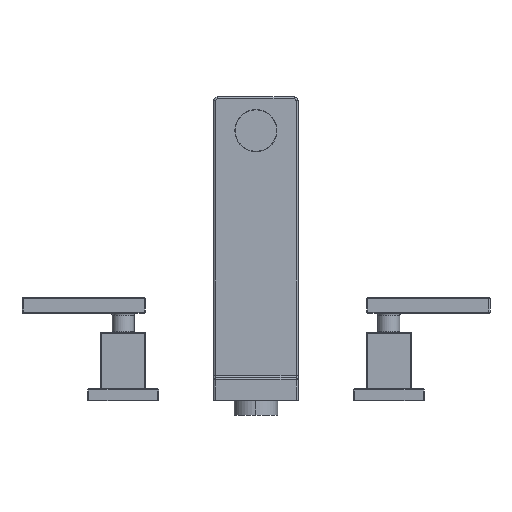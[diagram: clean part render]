
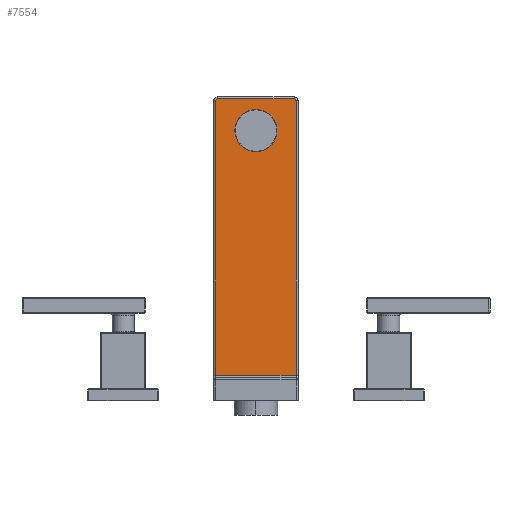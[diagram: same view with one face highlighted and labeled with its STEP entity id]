
A CAD part, front view. The second image highlights one B-rep face of the part: STEP entity #7554.
In plain terms, the highlighted planar face has unit normal (0, -1, 0).
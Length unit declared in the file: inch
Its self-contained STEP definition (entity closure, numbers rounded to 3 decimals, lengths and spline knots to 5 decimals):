
#6754=DIRECTION('',(0.,0.,1.));
#6755=VECTOR('',#6754,8.132);
#6756=CARTESIAN_POINT('',(-1.19,0.43,0.76));
#6757=LINE('',#6756,#6755);
#6761=CARTESIAN_POINT('',(-1.132,0.43,8.892));
#6762=DIRECTION('',(0.,1.,0.));
#6763=DIRECTION('',(-1.,0.,0.));
#6764=AXIS2_PLACEMENT_3D('',#6761,#6762,#6763);
#6769=DIRECTION('',(1.,0.,0.));
#6770=VECTOR('',#6769,2.264);
#6771=CARTESIAN_POINT('',(-1.132,0.43,8.95));
#6772=LINE('',#6771,#6770);
#6776=CARTESIAN_POINT('',(1.132,0.43,8.892));
#6777=DIRECTION('',(0.,1.,0.));
#6778=DIRECTION('',(0.,0.,1.));
#6779=AXIS2_PLACEMENT_3D('',#6776,#6777,#6778);
#6784=DIRECTION('',(0.,0.,-1.));
#6785=VECTOR('',#6784,8.132);
#6786=CARTESIAN_POINT('',(1.19,0.43,8.892));
#6787=LINE('',#6786,#6785);
#6791=DIRECTION('',(1.,0.,0.));
#6792=VECTOR('',#6791,2.38);
#6793=CARTESIAN_POINT('',(-1.19,0.43,0.76));
#6794=LINE('',#6793,#6792);
#6798=CARTESIAN_POINT('',(0.,0.43,8.01));
#6799=DIRECTION('',(0.,-1.,0.));
#6800=DIRECTION('',(1.,0.,0.));
#6801=AXIS2_PLACEMENT_3D('',#6798,#6799,#6800);
#6806=CARTESIAN_POINT('',(0.,0.43,8.01));
#6807=DIRECTION('',(0.,-1.,0.));
#6808=DIRECTION('',(-1.,0.,0.));
#6809=AXIS2_PLACEMENT_3D('',#6806,#6807,#6808);
#7390=CARTESIAN_POINT('',(-1.19,0.43,0.76));
#7391=VERTEX_POINT('',#7390);
#7394=CARTESIAN_POINT('',(-1.19,0.43,8.892));
#7395=VERTEX_POINT('',#7394);
#7398=CARTESIAN_POINT('',(-1.132,0.43,8.95));
#7399=VERTEX_POINT('',#7398);
#7402=CARTESIAN_POINT('',(1.132,0.43,8.95));
#7403=VERTEX_POINT('',#7402);
#7406=CARTESIAN_POINT('',(1.19,0.43,8.892));
#7407=VERTEX_POINT('',#7406);
#7410=CARTESIAN_POINT('',(1.19,0.43,0.76));
#7411=VERTEX_POINT('',#7410);
#7454=CARTESIAN_POINT('',(0.625,0.43,8.01));
#7455=CARTESIAN_POINT('',(-0.625,0.43,8.01));
#7456=VERTEX_POINT('',#7454);
#7457=VERTEX_POINT('',#7455);
#7530=CARTESIAN_POINT('',(-1.25,0.43,9.01));
#7531=DIRECTION('',(0.,-1.,0.));
#7532=DIRECTION('',(0.,0.,-1.));
#7533=AXIS2_PLACEMENT_3D('',#7530,#7531,#7532);
#7534=PLANE('',#7533);
#7536=ORIENTED_EDGE('',*,*,#7535,.T.);
#7538=ORIENTED_EDGE('',*,*,#7537,.T.);
#7540=ORIENTED_EDGE('',*,*,#7539,.T.);
#7542=ORIENTED_EDGE('',*,*,#7541,.T.);
#7543=ORIENTED_EDGE('',*,*,#7516,.T.);
#7545=ORIENTED_EDGE('',*,*,#7544,.F.);
#7546=EDGE_LOOP('',(#7536,#7538,#7540,#7542,#7543,#7545));
#7547=FACE_OUTER_BOUND('',#7546,.F.);
#7549=ORIENTED_EDGE('',*,*,#7548,.T.);
#7551=ORIENTED_EDGE('',*,*,#7550,.T.);
#7552=EDGE_LOOP('',(#7549,#7551));
#7553=FACE_BOUND('',#7552,.F.);
#6765=CIRCLE('',#6764,0.058);
#6780=CIRCLE('',#6779,0.058);
#6802=CIRCLE('',#6801,0.625);
#6810=CIRCLE('',#6809,0.625);
#7516=EDGE_CURVE('',#7407,#7411,#6787,.T.);
#7535=EDGE_CURVE('',#7391,#7395,#6757,.T.);
#7537=EDGE_CURVE('',#7395,#7399,#6765,.T.);
#7539=EDGE_CURVE('',#7399,#7403,#6772,.T.);
#7541=EDGE_CURVE('',#7403,#7407,#6780,.T.);
#7544=EDGE_CURVE('',#7391,#7411,#6794,.T.);
#7548=EDGE_CURVE('',#7456,#7457,#6802,.T.);
#7550=EDGE_CURVE('',#7457,#7456,#6810,.T.);
#7554=ADVANCED_FACE('',(#7547,#7553),#7534,.T.);
